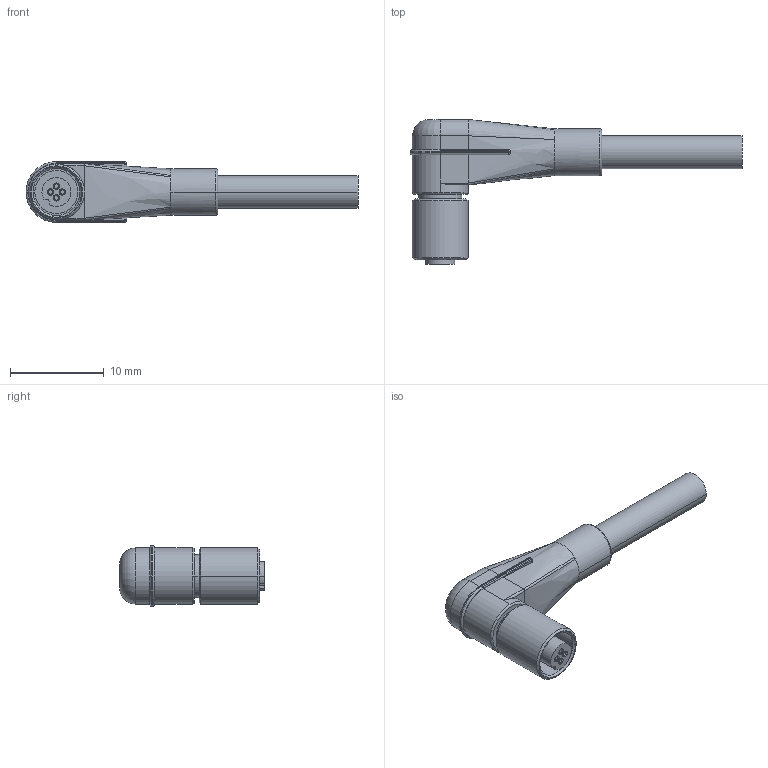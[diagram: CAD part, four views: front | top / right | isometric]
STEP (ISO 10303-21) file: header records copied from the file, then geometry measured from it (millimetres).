
FILE_DESCRIPTION(('SolidDesigner STEP Export'),'2;1');
FILE_NAME('1530566.stp','2012-08-30T12:40:33',(''),(''),'CoCreate Modeling STEP processor for AP214 (Solid Model)','CoCreate Modeling 16.00E 25-Sep-2009 (C) Parametric Technology GmbH','');
FILE_SCHEMA(('AUTOMOTIVE_DESIGN { 1 0 10303 214 1 1 1 1 }'));
Length unit declared in the file: millimetre
Products named in the file (2): 1530566
Assembly tree (1 placements, depth 2):
  1530566
    1530566
Bounding box: 35.5 x 15.5 x 6.5 mm (x, y, z)
Volume: 897.2 mm3; surface area: 991.8 mm2
Topology: 1 solids, 1 shells, 113 faces, 263 edges, 158 vertices
Faces by surface type: cylinder 52, plane 27, cone 14, torus 8, bspline 8, sphere 4
Entity records: 4121 total; most frequent: CARTESIAN_POINT 915, ORIENTED_EDGE 518, DIRECTION 419, EDGE_CURVE 259, VERTEX_POINT 158, AXIS2_PLACEMENT_3D 156, EDGE_LOOP 123, COLOUR_RGB 114
